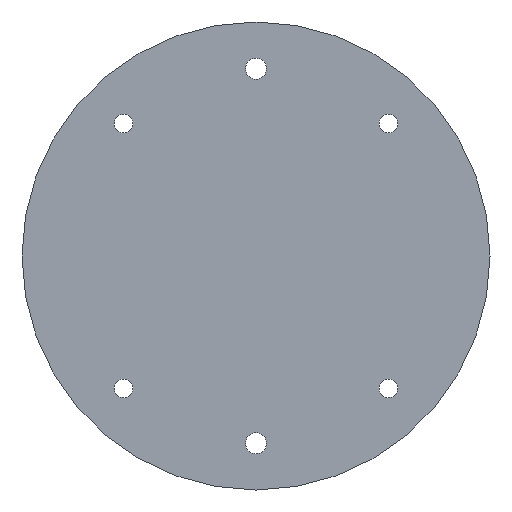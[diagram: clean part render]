
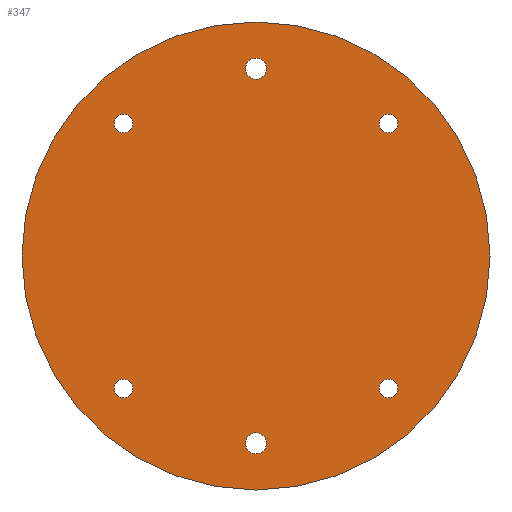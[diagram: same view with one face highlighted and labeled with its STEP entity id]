
A CAD part, front view. The second image highlights one B-rep face of the part: STEP entity #347.
In plain terms, the highlighted planar face has unit normal (0, -1, 0).
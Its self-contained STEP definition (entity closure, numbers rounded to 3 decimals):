
#67=FACE_BOUND('',#129,.T.);
#68=FACE_BOUND('',#130,.T.);
#69=FACE_BOUND('',#131,.T.);
#70=FACE_BOUND('',#132,.T.);
#71=FACE_BOUND('',#133,.T.);
#72=FACE_BOUND('',#134,.T.);
#94=FACE_OUTER_BOUND('',#128,.T.);
#128=EDGE_LOOP('',(#311));
#129=EDGE_LOOP('',(#312));
#130=EDGE_LOOP('',(#313));
#131=EDGE_LOOP('',(#314));
#132=EDGE_LOOP('',(#315));
#133=EDGE_LOOP('',(#316));
#134=EDGE_LOOP('',(#317));
#138=CIRCLE('',#377,2.);
#142=CIRCLE('',#384,2.);
#146=CIRCLE('',#391,2.);
#150=CIRCLE('',#398,2.);
#154=CIRCLE('',#405,2.25);
#158=CIRCLE('',#412,2.25);
#163=CIRCLE('',#419,50.);
#167=VERTEX_POINT('',#550);
#171=VERTEX_POINT('',#563);
#175=VERTEX_POINT('',#576);
#179=VERTEX_POINT('',#589);
#183=VERTEX_POINT('',#602);
#187=VERTEX_POINT('',#615);
#191=VERTEX_POINT('',#627);
#197=EDGE_CURVE('',#167,#167,#138,.T.);
#203=EDGE_CURVE('',#171,#171,#142,.T.);
#209=EDGE_CURVE('',#175,#175,#146,.T.);
#215=EDGE_CURVE('',#179,#179,#150,.T.);
#221=EDGE_CURVE('',#183,#183,#154,.T.);
#227=EDGE_CURVE('',#187,#187,#158,.T.);
#233=EDGE_CURVE('',#191,#191,#163,.T.);
#311=ORIENTED_EDGE('',*,*,#233,.F.);
#312=ORIENTED_EDGE('',*,*,#197,.T.);
#313=ORIENTED_EDGE('',*,*,#203,.T.);
#314=ORIENTED_EDGE('',*,*,#209,.T.);
#315=ORIENTED_EDGE('',*,*,#215,.T.);
#316=ORIENTED_EDGE('',*,*,#221,.T.);
#317=ORIENTED_EDGE('',*,*,#227,.T.);
#325=PLANE('',#421);
#347=ADVANCED_FACE('',(#94,#67,#68,#69,#70,#71,#72),#325,.F.);
#377=AXIS2_PLACEMENT_3D('',#552,#438,#439);
#384=AXIS2_PLACEMENT_3D('',#565,#454,#455);
#391=AXIS2_PLACEMENT_3D('',#578,#470,#471);
#398=AXIS2_PLACEMENT_3D('',#591,#486,#487);
#405=AXIS2_PLACEMENT_3D('',#604,#502,#503);
#412=AXIS2_PLACEMENT_3D('',#617,#518,#519);
#419=AXIS2_PLACEMENT_3D('',#629,#533,#534);
#421=AXIS2_PLACEMENT_3D('',#631,#537,#538);
#438=DIRECTION('center_axis',(0.,1.,0.));
#439=DIRECTION('ref_axis',(1.,0.,0.));
#454=DIRECTION('center_axis',(0.,1.,0.));
#455=DIRECTION('ref_axis',(1.,0.,0.));
#470=DIRECTION('center_axis',(0.,1.,0.));
#471=DIRECTION('ref_axis',(1.,0.,0.));
#486=DIRECTION('center_axis',(0.,1.,0.));
#487=DIRECTION('ref_axis',(1.,0.,0.));
#502=DIRECTION('center_axis',(0.,1.,0.));
#503=DIRECTION('ref_axis',(1.,0.,0.));
#518=DIRECTION('center_axis',(0.,1.,0.));
#519=DIRECTION('ref_axis',(1.,0.,0.));
#533=DIRECTION('center_axis',(0.,1.,0.));
#534=DIRECTION('ref_axis',(-1.,0.,0.));
#537=DIRECTION('center_axis',(0.,1.,0.));
#538=DIRECTION('ref_axis',(0.,0.,1.));
#550=CARTESIAN_POINT('',(26.284,0.,-28.284));
#552=CARTESIAN_POINT('Origin',(28.284,0.,-28.284));
#563=CARTESIAN_POINT('',(-30.284,0.,28.284));
#565=CARTESIAN_POINT('Origin',(-28.284,0.,28.284));
#576=CARTESIAN_POINT('',(26.284,0.,28.284));
#578=CARTESIAN_POINT('Origin',(28.284,0.,28.284));
#589=CARTESIAN_POINT('',(-30.284,0.,-28.284));
#591=CARTESIAN_POINT('Origin',(-28.284,0.,-28.284));
#602=CARTESIAN_POINT('',(-2.25,0.,40.));
#604=CARTESIAN_POINT('Origin',(0.,0.,40.));
#615=CARTESIAN_POINT('',(-2.25,0.,-40.));
#617=CARTESIAN_POINT('Origin',(0.,0.,-40.));
#627=CARTESIAN_POINT('',(50.,0.,0.));
#629=CARTESIAN_POINT('Origin',(0.,0.,0.));
#631=CARTESIAN_POINT('Origin',(0.,0.,0.));
